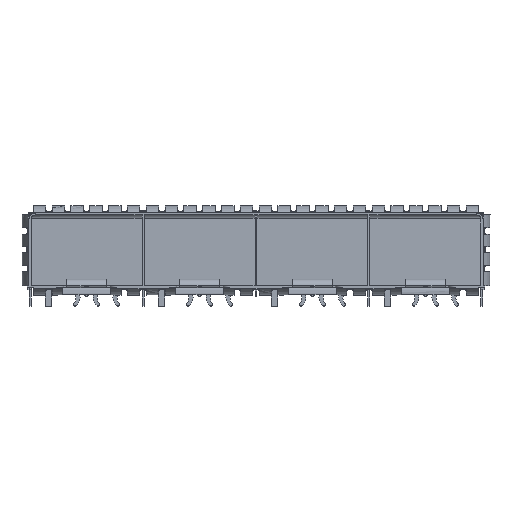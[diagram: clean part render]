
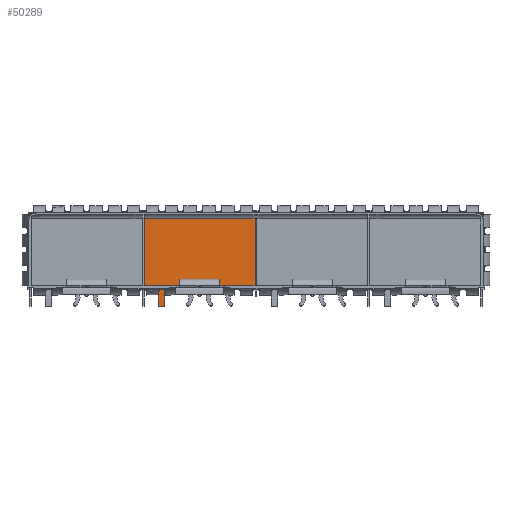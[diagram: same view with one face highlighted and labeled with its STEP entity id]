
A CAD part, left-side view. The second image highlights one B-rep face of the part: STEP entity #50289.
In plain terms, the highlighted planar face has unit normal (-1, 0, 0).
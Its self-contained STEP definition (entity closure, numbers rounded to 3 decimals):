
#24860=CARTESIAN_POINT('',(6.075,14.125,8.95));
#24861=VERTEX_POINT('',#24860);
#24862=CARTESIAN_POINT('',(6.075,14.125,0.5));
#24863=VERTEX_POINT('',#24862);
#24864=CARTESIAN_POINT('',(6.075,14.125,8.95));
#24865=DIRECTION('',(0.0,0.0,-1.0));
#24866=VECTOR('',#24865,8.45);
#24867=LINE('',#24864,#24866);
#24868=EDGE_CURVE('',#24861,#24863,#24867,.T.);
#25470=CARTESIAN_POINT('',(6.075,7.595,0.5));
#25471=VERTEX_POINT('',#25470);
#25472=CARTESIAN_POINT('',(6.075,10.945,0.5));
#25473=VERTEX_POINT('',#25472);
#25474=CARTESIAN_POINT('',(6.075,7.595,0.5));
#25475=DIRECTION('',(0.0,1.0,0.0));
#25476=VECTOR('',#25475,3.35);
#25477=LINE('',#25474,#25476);
#25478=EDGE_CURVE('',#25471,#25473,#25477,.T.);
#26646=CARTESIAN_POINT('',(6.075,0.125,0.5));
#26647=VERTEX_POINT('',#26646);
#26654=CARTESIAN_POINT('',(6.075,6.845,0.5));
#26655=VERTEX_POINT('',#26654);
#26656=CARTESIAN_POINT('',(6.075,0.125,0.5));
#26657=DIRECTION('',(0.0,1.0,0.0));
#26658=VECTOR('',#26657,6.72);
#26659=LINE('',#26656,#26658);
#26660=EDGE_CURVE('',#26647,#26655,#26659,.T.);
#26718=CARTESIAN_POINT('',(6.075,13.095,0.5));
#26719=VERTEX_POINT('',#26718);
#26726=CARTESIAN_POINT('',(6.075,13.095,0.5));
#26727=DIRECTION('',(0.0,1.0,0.0));
#26728=VECTOR('',#26727,1.03);
#26729=LINE('',#26726,#26728);
#26730=EDGE_CURVE('',#26719,#24863,#26729,.T.);
#50151=CARTESIAN_POINT('',(6.075,-0.575,-2.6));
#50152=DIRECTION('',(1.0,0.0,0.0));
#50153=DIRECTION('',(0.0,1.0,0.0));
#50154=AXIS2_PLACEMENT_3D('',#50151,#50152,#50153);
#50155=PLANE('',#50154);
#50156=CARTESIAN_POINT('',(6.075,0.125,8.95));
#50157=VERTEX_POINT('',#50156);
#50158=CARTESIAN_POINT('',(6.075,0.125,8.95));
#50159=DIRECTION('',(0.0,1.0,0.0));
#50160=VECTOR('',#50159,14.0);
#50161=LINE('',#50158,#50160);
#50162=EDGE_CURVE('',#50157,#24861,#50161,.T.);
#50163=ORIENTED_EDGE('',*,*,#50162,.T.);
#50164=ORIENTED_EDGE('',*,*,#24868,.T.);
#50165=ORIENTED_EDGE('',*,*,#26730,.F.);
#50166=CARTESIAN_POINT('',(6.075,12.895,0.3));
#50167=VERTEX_POINT('',#50166);
#50168=CARTESIAN_POINT('',(6.075,13.095,0.3));
#50169=DIRECTION('',(1.0,0.0,0.0));
#50170=DIRECTION('',(0.0,0.0,1.0));
#50171=AXIS2_PLACEMENT_3D('',#50168,#50169,#50170);
#50172=CIRCLE('',#50171,0.2);
#50173=EDGE_CURVE('',#26719,#50167,#50172,.T.);
#50174=ORIENTED_EDGE('',*,*,#50173,.T.);
#50175=CARTESIAN_POINT('',(6.075,12.895,0.1));
#50176=VERTEX_POINT('',#50175);
#50177=CARTESIAN_POINT('',(6.075,12.895,0.3));
#50178=DIRECTION('',(0.0,0.0,-1.0));
#50179=VECTOR('',#50178,0.2);
#50180=LINE('',#50177,#50179);
#50181=EDGE_CURVE('',#50167,#50176,#50180,.T.);
#50182=ORIENTED_EDGE('',*,*,#50181,.T.);
#50183=CARTESIAN_POINT('',(6.075,12.795,0.0));
#50184=VERTEX_POINT('',#50183);
#50185=CARTESIAN_POINT('',(6.075,12.795,0.1));
#50186=DIRECTION('',(-1.0,0.0,0.0));
#50187=DIRECTION('',(0.0,1.0,0.0));
#50188=AXIS2_PLACEMENT_3D('',#50185,#50186,#50187);
#50189=CIRCLE('',#50188,0.1);
#50190=EDGE_CURVE('',#50176,#50184,#50189,.T.);
#50191=ORIENTED_EDGE('',*,*,#50190,.T.);
#50192=CARTESIAN_POINT('',(6.075,12.315,0.0));
#50193=VERTEX_POINT('',#50192);
#50194=CARTESIAN_POINT('',(6.075,12.795,0.0));
#50195=DIRECTION('',(0.0,-1.0,0.0));
#50196=VECTOR('',#50195,0.48);
#50197=LINE('',#50194,#50196);
#50198=EDGE_CURVE('',#50184,#50193,#50197,.T.);
#50199=ORIENTED_EDGE('',*,*,#50198,.T.);
#50200=CARTESIAN_POINT('',(6.075,12.315,-2.05));
#50201=VERTEX_POINT('',#50200);
#50202=CARTESIAN_POINT('',(6.075,12.315,0.0));
#50203=DIRECTION('',(0.0,0.0,-1.0));
#50204=VECTOR('',#50203,2.05);
#50205=LINE('',#50202,#50204);
#50206=EDGE_CURVE('',#50193,#50201,#50205,.T.);
#50207=ORIENTED_EDGE('',*,*,#50206,.T.);
#50208=CARTESIAN_POINT('',(6.075,11.525,-2.05));
#50209=VERTEX_POINT('',#50208);
#50210=CARTESIAN_POINT('',(6.075,12.315,-2.05));
#50211=DIRECTION('',(0.0,-1.0,0.0));
#50212=VECTOR('',#50211,0.79);
#50213=LINE('',#50210,#50212);
#50214=EDGE_CURVE('',#50201,#50209,#50213,.T.);
#50215=ORIENTED_EDGE('',*,*,#50214,.T.);
#50216=CARTESIAN_POINT('',(6.075,11.525,0.0));
#50217=VERTEX_POINT('',#50216);
#50218=CARTESIAN_POINT('',(6.075,11.525,-2.05));
#50219=DIRECTION('',(0.0,0.0,1.0));
#50220=VECTOR('',#50219,2.05);
#50221=LINE('',#50218,#50220);
#50222=EDGE_CURVE('',#50209,#50217,#50221,.T.);
#50223=ORIENTED_EDGE('',*,*,#50222,.T.);
#50224=CARTESIAN_POINT('',(6.075,11.045,0.0));
#50225=VERTEX_POINT('',#50224);
#50226=CARTESIAN_POINT('',(6.075,11.525,0.0));
#50227=DIRECTION('',(0.0,-1.0,0.0));
#50228=VECTOR('',#50227,0.48);
#50229=LINE('',#50226,#50228);
#50230=EDGE_CURVE('',#50217,#50225,#50229,.T.);
#50231=ORIENTED_EDGE('',*,*,#50230,.T.);
#50232=CARTESIAN_POINT('',(6.075,10.945,0.1));
#50233=VERTEX_POINT('',#50232);
#50234=CARTESIAN_POINT('',(6.075,11.045,0.1));
#50235=DIRECTION('',(-1.0,0.0,0.0));
#50236=DIRECTION('',(0.0,0.0,-1.0));
#50237=AXIS2_PLACEMENT_3D('',#50234,#50235,#50236);
#50238=CIRCLE('',#50237,0.1);
#50239=EDGE_CURVE('',#50225,#50233,#50238,.T.);
#50240=ORIENTED_EDGE('',*,*,#50239,.T.);
#50241=CARTESIAN_POINT('',(6.075,10.945,0.1));
#50242=DIRECTION('',(0.0,0.0,1.0));
#50243=VECTOR('',#50242,0.4);
#50244=LINE('',#50241,#50243);
#50245=EDGE_CURVE('',#50233,#25473,#50244,.T.);
#50246=ORIENTED_EDGE('',*,*,#50245,.T.);
#50247=ORIENTED_EDGE('',*,*,#25478,.F.);
#50248=CARTESIAN_POINT('',(6.075,7.395,0.3));
#50249=VERTEX_POINT('',#50248);
#50250=CARTESIAN_POINT('',(6.075,7.595,0.3));
#50251=DIRECTION('',(1.0,0.0,0.0));
#50252=DIRECTION('',(0.0,0.0,1.0));
#50253=AXIS2_PLACEMENT_3D('',#50250,#50251,#50252);
#50254=CIRCLE('',#50253,0.2);
#50255=EDGE_CURVE('',#25471,#50249,#50254,.T.);
#50256=ORIENTED_EDGE('',*,*,#50255,.T.);
#50257=CARTESIAN_POINT('',(6.075,7.395,-0.525));
#50258=VERTEX_POINT('',#50257);
#50259=CARTESIAN_POINT('',(6.075,7.395,0.3));
#50260=DIRECTION('',(0.0,0.0,-1.0));
#50261=VECTOR('',#50260,0.825);
#50262=LINE('',#50259,#50261);
#50263=EDGE_CURVE('',#50249,#50258,#50262,.T.);
#50264=ORIENTED_EDGE('',*,*,#50263,.T.);
#50265=CARTESIAN_POINT('',(6.075,6.845,-0.525));
#50266=VERTEX_POINT('',#50265);
#50267=CARTESIAN_POINT('',(6.075,7.12,-0.525));
#50268=DIRECTION('',(-1.0,0.,0.));
#50269=DIRECTION('',(0.,1.0,0.));
#50270=AXIS2_PLACEMENT_3D('',#50267,#50268,#50269);
#50271=CIRCLE('',#50270,0.275);
#50272=EDGE_CURVE('',#50258,#50266,#50271,.T.);
#50273=ORIENTED_EDGE('',*,*,#50272,.T.);
#50274=CARTESIAN_POINT('',(6.075,6.845,-0.525));
#50275=DIRECTION('',(0.0,0.0,1.0));
#50276=VECTOR('',#50275,1.025);
#50277=LINE('',#50274,#50276);
#50278=EDGE_CURVE('',#50266,#26655,#50277,.T.);
#50279=ORIENTED_EDGE('',*,*,#50278,.T.);
#50280=ORIENTED_EDGE('',*,*,#26660,.F.);
#50281=CARTESIAN_POINT('',(6.075,0.125,8.95));
#50282=DIRECTION('',(0.0,0.0,-1.0));
#50283=VECTOR('',#50282,8.45);
#50284=LINE('',#50281,#50283);
#50285=EDGE_CURVE('',#50157,#26647,#50284,.T.);
#50286=ORIENTED_EDGE('',*,*,#50285,.F.);
#50287=EDGE_LOOP('',(#50163,#50164,#50165,#50174,#50182,#50191,#50199,#50207,#50215,#50223,#50231,#50240,#50246,#50247,#50256,#50264,#50273,#50279,#50280,#50286));
#50288=FACE_OUTER_BOUND('',#50287,.T.);
#50289=ADVANCED_FACE('',(#50288),#50155,.F.);
